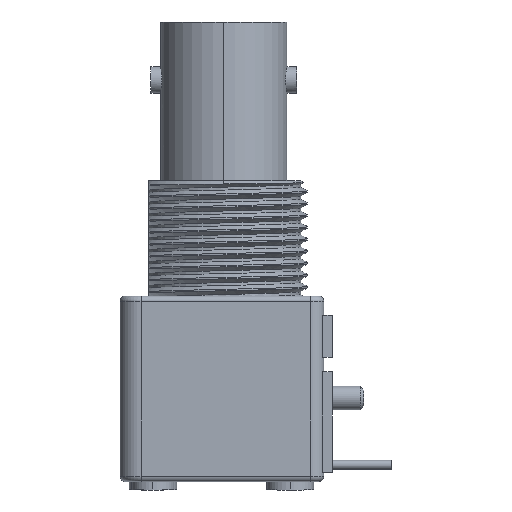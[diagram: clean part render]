
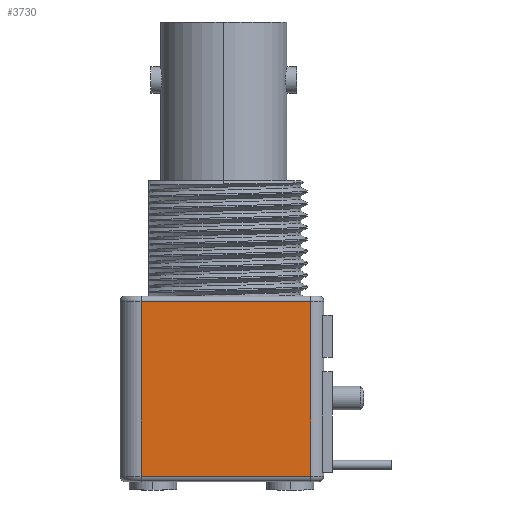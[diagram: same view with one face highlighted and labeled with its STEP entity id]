
A CAD part, left-side view. The second image highlights one B-rep face of the part: STEP entity #3730.
In plain terms, the highlighted planar face has unit normal (-1, 0, 0).
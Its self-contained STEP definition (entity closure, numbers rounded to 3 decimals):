
#49 = CARTESIAN_POINT ( 'NONE',  ( -7.38, 16.13, -5.95 ) ) ;
#865 = EDGE_CURVE ( 'NONE', #16901, #7928, #2326, .T. ) ;
#895 = VERTEX_POINT ( 'NONE', #9976 ) ;
#1059 = LINE ( 'NONE', #17229, #7435 ) ;
#2211 = DIRECTION ( 'NONE',  ( 0., 0., -1. ) ) ;
#2326 = LINE ( 'NONE', #13151, #2595 ) ;
#2595 = VECTOR ( 'NONE', #11725, 1000. ) ;
#2799 = DIRECTION ( 'NONE',  ( 0., -1., 0. ) ) ;
#3293 = CARTESIAN_POINT ( 'NONE',  ( -7.38, 14.53, 7.35 ) ) ;
#3532 = CARTESIAN_POINT ( 'NONE',  ( -7.38, 16.13, -6.35 ) ) ;
#3730 = ADVANCED_FACE ( 'NONE', ( #4861 ), #15706, .F. ) ;
#4475 = CARTESIAN_POINT ( 'NONE',  ( -7.38, 1.64, 7.35 ) ) ;
#4861 = FACE_OUTER_BOUND ( 'NONE', #11665, .T. ) ;
#5244 = VECTOR ( 'NONE', #14716, 1000. ) ;
#5412 = EDGE_CURVE ( 'NONE', #895, #16901, #9288, .T. ) ;
#5721 = ORIENTED_EDGE ( 'NONE', *, *, #14207, .T. ) ;
#6417 = VECTOR ( 'NONE', #2799, 1000. ) ;
#6867 = LINE ( 'NONE', #49, #6417 ) ;
#7257 = ORIENTED_EDGE ( 'NONE', *, *, #865, .T. ) ;
#7435 = VECTOR ( 'NONE', #10450, 1000. ) ;
#7580 = ORIENTED_EDGE ( 'NONE', *, *, #5412, .T. ) ;
#7928 = VERTEX_POINT ( 'NONE', #3293 ) ;
#9082 = EDGE_CURVE ( 'NONE', #7928, #11097, #1059, .T. ) ;
#9288 = LINE ( 'NONE', #13377, #5244 ) ;
#9808 = CARTESIAN_POINT ( 'NONE',  ( -7.38, 14.53, -5.95 ) ) ;
#9976 = CARTESIAN_POINT ( 'NONE',  ( -7.38, 1.64, -5.95 ) ) ;
#10450 = DIRECTION ( 'NONE',  ( 0., 0., -1. ) ) ;
#11097 = VERTEX_POINT ( 'NONE', #9808 ) ;
#11447 = AXIS2_PLACEMENT_3D ( 'NONE', #3532, #14370, #2211 ) ;
#11665 = EDGE_LOOP ( 'NONE', ( #7580, #7257, #12776, #5721 ) ) ;
#11725 = DIRECTION ( 'NONE',  ( 0., 1., 0. ) ) ;
#12776 = ORIENTED_EDGE ( 'NONE', *, *, #9082, .T. ) ;
#13151 = CARTESIAN_POINT ( 'NONE',  ( -7.38, 16.13, 7.35 ) ) ;
#13377 = CARTESIAN_POINT ( 'NONE',  ( -7.38, 1.64, -6.35 ) ) ;
#14207 = EDGE_CURVE ( 'NONE', #11097, #895, #6867, .T. ) ;
#14370 = DIRECTION ( 'NONE',  ( 1., 0., 0. ) ) ;
#14716 = DIRECTION ( 'NONE',  ( 0., 0., 1. ) ) ;
#15706 = PLANE ( 'NONE',  #11447 ) ;
#16901 = VERTEX_POINT ( 'NONE', #4475 ) ;
#17229 = CARTESIAN_POINT ( 'NONE',  ( -7.38, 14.53, -6.35 ) ) ;
